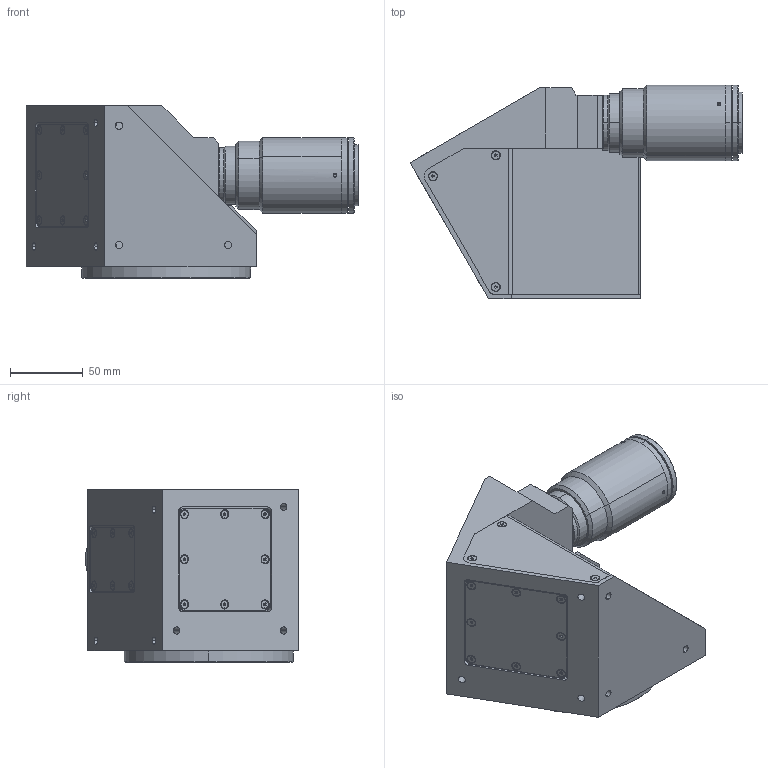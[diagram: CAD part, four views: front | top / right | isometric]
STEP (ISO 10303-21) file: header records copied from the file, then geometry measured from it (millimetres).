
FILE_DESCRIPTION (( 'STEP AP203' ), '1' );
FILE_NAME ('DP24021-C_TCCR4M080-E.step', '2022-02-18T11:35:09', ( '' ), ( '' ), 'SwSTEP 2.0', 'SolidWorks 2021', '' );
FILE_SCHEMA (( 'CONFIG_CONTROL_DESIGN' ));
Length unit declared in the file: millimetre
Products named in the file (1): DP24021-C_TCCR4M080-E
Bounding box: 228.27 x 146.89 x 118.9 mm (x, y, z)
Surface area: 131593.8 mm2 (no closed solid volume)
Topology: 0 solids, 52 shells, 326 faces, 1065 edges, 754 vertices
Faces by surface type: plane 121, cylinder 113, cone 90, sphere 2
Entity records: 11738 total; most frequent: CARTESIAN_POINT 2348, DIRECTION 2069, ORIENTED_EDGE 1569, EDGE_CURVE 1027, VERTEX_POINT 754, AXIS2_PLACEMENT_3D 731, VECTOR 607, LINE 607
